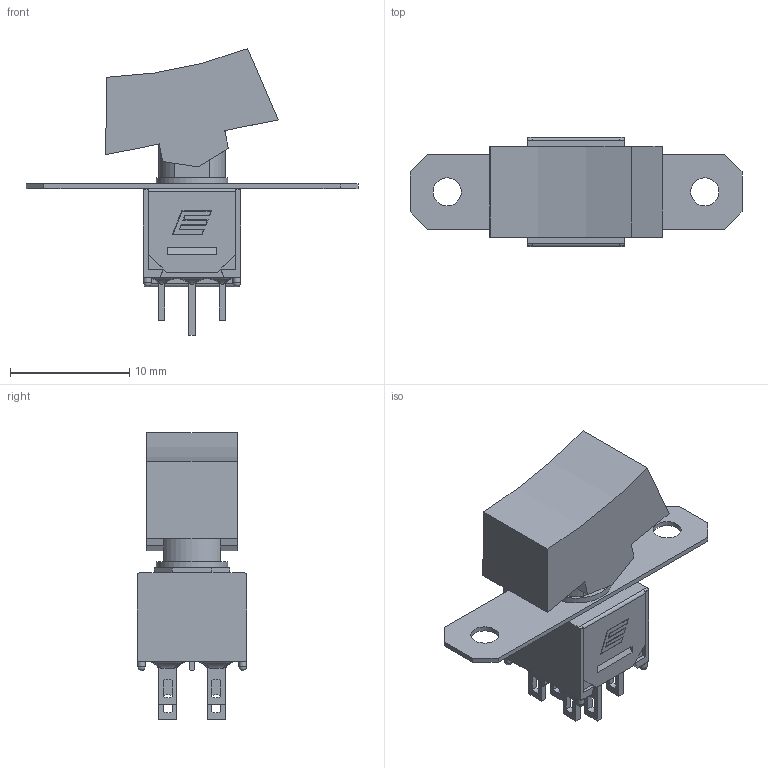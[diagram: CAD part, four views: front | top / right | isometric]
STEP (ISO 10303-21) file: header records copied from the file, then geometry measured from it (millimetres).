
FILE_DESCRIPTION((' '),'2;1');
FILE_NAME('400MDPxR1xxxM1xE.stp','2017-07-26T16:01:36',(' '),(' '),' ','ACIS',' ');
FILE_SCHEMA(('CONFIG_CONTROL_DESIGN'));
Length unit declared in the file: inch
Products named in the file (1): 400MDPxR1xxxM1xE.stp
Bounding box: 27.81 x 9.14 x 24.01 mm (x, y, z)
Volume: 799.4 mm3; surface area: 1911.6 mm2
Topology: 1 solids, 2 shells, 242 faces, 672 edges, 438 vertices
Faces by surface type: plane 178, cylinder 41, bspline 16, sphere 6, cone 1
Full cylindrical faces by diameter (mm): 0.65 x4, 2.15 x2, 2.36 x2, 3.25 x1, 6 x1
Entity records: 9716 total; most frequent: CARTESIAN_POINT 3640, ORIENTED_EDGE 1284, DIRECTION 1117, EDGE_CURVE 642, VECTOR 479, LINE 479, VERTEX_POINT 426, AXIS2_PLACEMENT_3D 319
